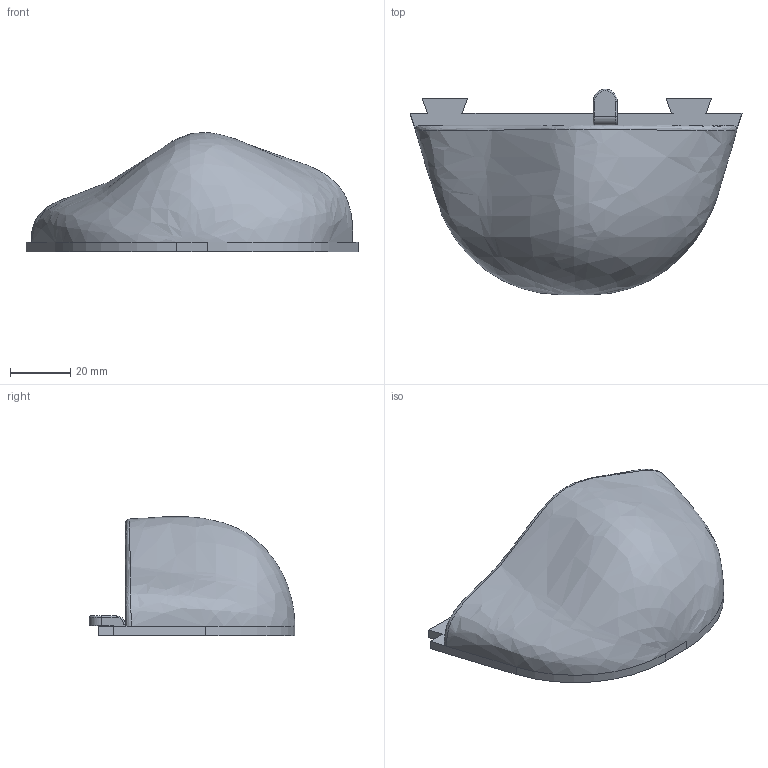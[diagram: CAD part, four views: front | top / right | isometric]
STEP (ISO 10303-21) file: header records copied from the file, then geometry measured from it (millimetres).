
FILE_DESCRIPTION(/* description */ ('STEP AP242','CAx-IF Rec.Pracs.---Representation and Presentation of Product Manufacturing Information (PMI)---4.0---2014-10-13','CAx-IF Rec.Pracs.---3D Tessellated Geometry---0.4---2014-09-14','2;1'),/* implementation_level */ '2;1');
FILE_NAME(/* name */ '66c48539e5002d52f49893f4',/* time_stamp */ '2024-08-20T11:59:54Z',/* author */ (''),/* organization */ (''),/* preprocessor_version */ 'ST-DEVELOPER v20',/* originating_system */ ' ',/* authorisation */ ' ');
FILE_SCHEMA (('AP242_MANAGED_MODEL_BASED_3D_ENGINEERING_MIM_LF { 1 0 10303 442 1 1 4 }'));
Length unit declared in the file: metre
Products named in the file (1): Hand rest
Bounding box: 109.78 x 67.94 x 39.37 mm (x, y, z)
Volume: 20572.9 mm3; surface area: 22126.7 mm2
Topology: 1 solids, 1 shells, 235 faces, 722 edges, 478 vertices
Faces by surface type: plane 198, cylinder 24, bspline 10, torus 3
Full cylindrical faces by diameter (mm): 2.5 x1, 8 x2
Entity records: 9291 total; most frequent: CARTESIAN_POINT 2917, ORIENTED_EDGE 1434, DIRECTION 1157, EDGE_CURVE 717, LINE 603, VECTOR 603, VERTEX_POINT 478, AXIS2_PLACEMENT_3D 277
